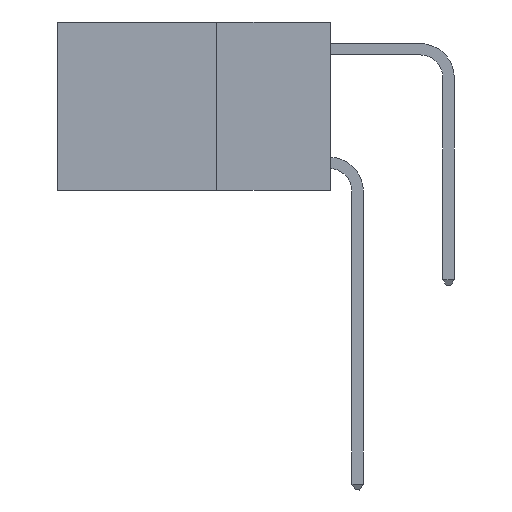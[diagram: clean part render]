
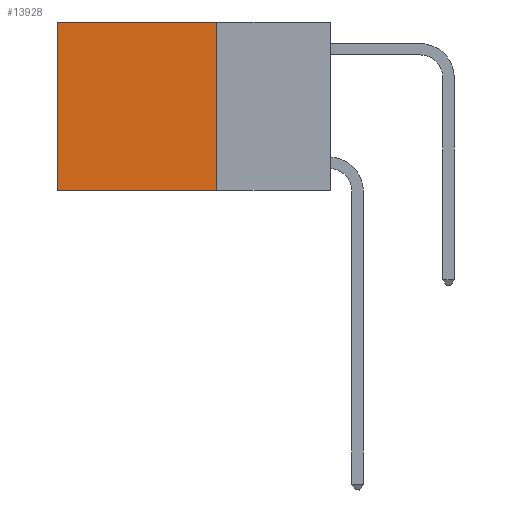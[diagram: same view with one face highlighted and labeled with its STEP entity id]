
A CAD part, left-side view. The second image highlights one B-rep face of the part: STEP entity #13928.
In plain terms, the highlighted planar face has unit normal (-1, 0, 0).
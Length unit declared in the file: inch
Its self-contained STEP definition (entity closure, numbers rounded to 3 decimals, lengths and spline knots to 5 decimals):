
#28 = FACE_OUTER_BOUND ( 'NONE', #27051, .T. ) ;
#1890 = CARTESIAN_POINT ( 'NONE',  ( 0.2625, 0.25, 0. ) ) ;
#3289 = VERTEX_POINT ( 'NONE', #23461 ) ;
#4532 = VERTEX_POINT ( 'NONE', #5070 ) ;
#5070 = CARTESIAN_POINT ( 'NONE',  ( 0.2625, 0.6, -0.37 ) ) ;
#7185 = VECTOR ( 'NONE', #25611, 39.37008 ) ;
#7668 = CARTESIAN_POINT ( 'NONE',  ( 0.2625, 0.25, -0.37 ) ) ;
#7763 = ORIENTED_EDGE ( 'NONE', *, *, #28767, .T. ) ;
#8832 = VERTEX_POINT ( 'NONE', #1890 ) ;
#9719 = ORIENTED_EDGE ( 'NONE', *, *, #18331, .T. ) ;
#10444 = VECTOR ( 'NONE', #17901, 39.37008 ) ;
#11178 = CARTESIAN_POINT ( 'NONE',  ( 0.2625, 0.6, 0. ) ) ;
#11636 = DIRECTION ( 'NONE',  ( 0., 0., -1. ) ) ;
#11766 = EDGE_CURVE ( 'NONE', #8832, #18138, #12896, .T. ) ;
#12382 = CARTESIAN_POINT ( 'NONE',  ( 0.2625, 0.25, 0. ) ) ;
#12896 = LINE ( 'NONE', #20474, #25340 ) ;
#13109 = CARTESIAN_POINT ( 'NONE',  ( 0.2625, 0.25, 0. ) ) ;
#13928 = ADVANCED_FACE ( 'NONE', ( #28 ), #26442, .F. ) ;
#15119 = ORIENTED_EDGE ( 'NONE', *, *, #11766, .F. ) ;
#15443 = DIRECTION ( 'NONE',  ( 0., 0., -1. ) ) ;
#15791 = VECTOR ( 'NONE', #16669, 39.37008 ) ;
#16669 = DIRECTION ( 'NONE',  ( 0., 1., 0. ) ) ;
#17901 = DIRECTION ( 'NONE',  ( 0., 0., -1. ) ) ;
#18138 = VERTEX_POINT ( 'NONE', #20838 ) ;
#18331 = EDGE_CURVE ( 'NONE', #8832, #3289, #24927, .T. ) ;
#19681 = ORIENTED_EDGE ( 'NONE', *, *, #26967, .F. ) ;
#20474 = CARTESIAN_POINT ( 'NONE',  ( 0.2625, 0.25, 0. ) ) ;
#20838 = CARTESIAN_POINT ( 'NONE',  ( 0.2625, 0.25, -0.37 ) ) ;
#21677 = LINE ( 'NONE', #7668, #15791 ) ;
#22270 = LINE ( 'NONE', #11178, #10444 ) ;
#23461 = CARTESIAN_POINT ( 'NONE',  ( 0.2625, 0.6, 0. ) ) ;
#24927 = LINE ( 'NONE', #12382, #7185 ) ;
#25340 = VECTOR ( 'NONE', #11636, 39.37008 ) ;
#25564 = AXIS2_PLACEMENT_3D ( 'NONE', #13109, #28640, #15443 ) ;
#25611 = DIRECTION ( 'NONE',  ( 0., 1., 0. ) ) ;
#26442 = PLANE ( 'NONE',  #25564 ) ;
#26967 = EDGE_CURVE ( 'NONE', #18138, #4532, #21677, .T. ) ;
#27051 = EDGE_LOOP ( 'NONE', ( #7763, #19681, #15119, #9719 ) ) ;
#28640 = DIRECTION ( 'NONE',  ( 1., 0., 0. ) ) ;
#28767 = EDGE_CURVE ( 'NONE', #3289, #4532, #22270, .T. ) ;
